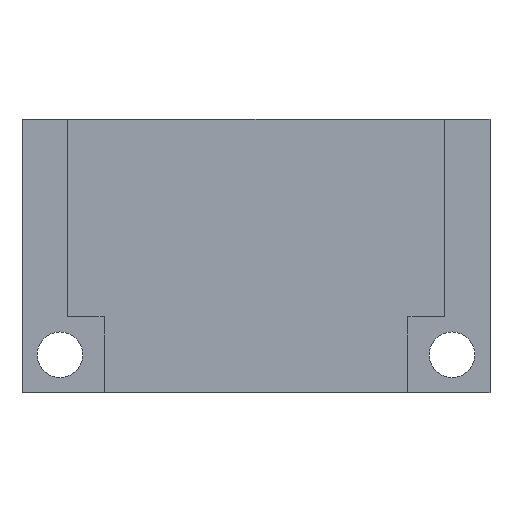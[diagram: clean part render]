
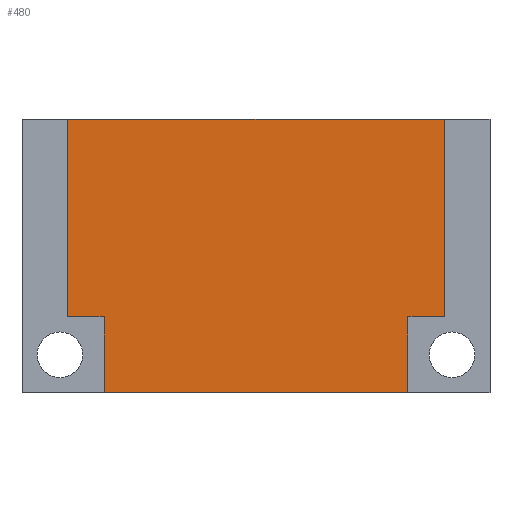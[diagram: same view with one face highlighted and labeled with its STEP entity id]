
A CAD part, left-side view. The second image highlights one B-rep face of the part: STEP entity #480.
In plain terms, the highlighted planar face has unit normal (-1, 0, 0).
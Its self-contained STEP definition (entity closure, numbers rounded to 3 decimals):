
#44=FACE_OUTER_BOUND('',#72,.T.);
#72=EDGE_LOOP('',(#401,#402,#403,#404,#405,#406,#407,#408));
#108=LINE('',#712,#169);
#118=LINE('',#737,#179);
#124=LINE('',#749,#185);
#127=LINE('',#755,#188);
#129=LINE('',#760,#190);
#133=LINE('',#768,#194);
#134=LINE('',#770,#195);
#135=LINE('',#771,#196);
#169=VECTOR('',#576,10.);
#179=VECTOR('',#602,10.);
#185=VECTOR('',#610,10.);
#188=VECTOR('',#615,10.);
#190=VECTOR('',#619,10.);
#194=VECTOR('',#629,10.);
#195=VECTOR('',#632,10.);
#196=VECTOR('',#633,10.);
#223=VERTEX_POINT('',#709);
#224=VERTEX_POINT('',#711);
#229=VERTEX_POINT('',#733);
#231=VERTEX_POINT('',#736);
#234=VERTEX_POINT('',#743);
#236=VERTEX_POINT('',#747);
#238=VERTEX_POINT('',#753);
#240=VERTEX_POINT('',#759);
#272=EDGE_CURVE('',#223,#224,#108,.T.);
#284=EDGE_CURVE('',#229,#231,#118,.T.);
#290=EDGE_CURVE('',#236,#234,#124,.T.);
#293=EDGE_CURVE('',#238,#236,#127,.T.);
#295=EDGE_CURVE('',#231,#240,#129,.T.);
#300=EDGE_CURVE('',#234,#223,#133,.T.);
#301=EDGE_CURVE('',#224,#229,#134,.T.);
#302=EDGE_CURVE('',#240,#238,#135,.T.);
#401=ORIENTED_EDGE('',*,*,#301,.F.);
#402=ORIENTED_EDGE('',*,*,#272,.F.);
#403=ORIENTED_EDGE('',*,*,#300,.F.);
#404=ORIENTED_EDGE('',*,*,#290,.F.);
#405=ORIENTED_EDGE('',*,*,#293,.F.);
#406=ORIENTED_EDGE('',*,*,#302,.F.);
#407=ORIENTED_EDGE('',*,*,#295,.F.);
#408=ORIENTED_EDGE('',*,*,#284,.F.);
#457=PLANE('',#522);
#480=ADVANCED_FACE('',(#44),#457,.F.);
#522=AXIS2_PLACEMENT_3D('',#769,#630,#631);
#576=DIRECTION('',(0.,1.,0.));
#602=DIRECTION('',(0.,1.,0.));
#610=DIRECTION('',(0.,1.,0.));
#615=DIRECTION('',(0.,0.,-1.));
#619=DIRECTION('',(0.,0.,1.));
#629=DIRECTION('',(0.,0.,-1.));
#630=DIRECTION('center_axis',(1.,0.,0.));
#631=DIRECTION('ref_axis',(0.,0.,-1.));
#632=DIRECTION('',(0.,0.,1.));
#633=DIRECTION('',(0.,-1.,0.));
#709=CARTESIAN_POINT('',(1.5,-29.6,0.));
#711=CARTESIAN_POINT('',(1.5,-9.6,0.));
#712=CARTESIAN_POINT('',(1.5,-27.3,0.));
#733=CARTESIAN_POINT('',(1.5,-9.6,5.));
#736=CARTESIAN_POINT('',(1.5,-7.2,5.));
#737=CARTESIAN_POINT('',(1.5,-32.,5.));
#743=CARTESIAN_POINT('',(1.5,-29.6,5.));
#747=CARTESIAN_POINT('',(1.5,-32.,5.));
#749=CARTESIAN_POINT('',(1.5,-32.,5.));
#753=CARTESIAN_POINT('',(1.5,-32.,18.));
#755=CARTESIAN_POINT('',(1.5,-32.,18.));
#759=CARTESIAN_POINT('',(1.5,-7.2,18.));
#760=CARTESIAN_POINT('',(1.5,-7.2,5.));
#768=CARTESIAN_POINT('',(1.5,-29.6,18.));
#769=CARTESIAN_POINT('Origin',(1.5,-19.6,9.));
#770=CARTESIAN_POINT('',(1.5,-9.6,0.));
#771=CARTESIAN_POINT('',(1.5,-11.9,18.));
